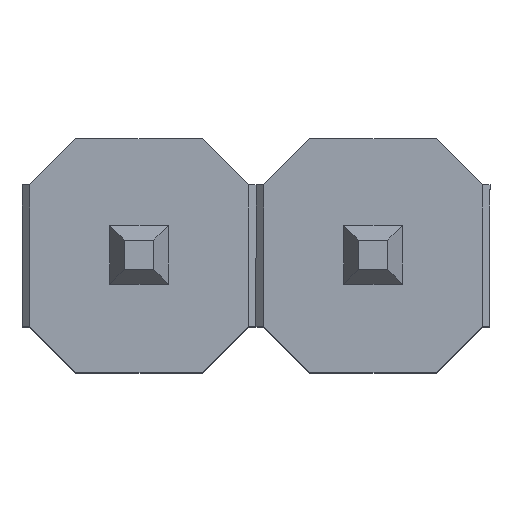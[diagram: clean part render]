
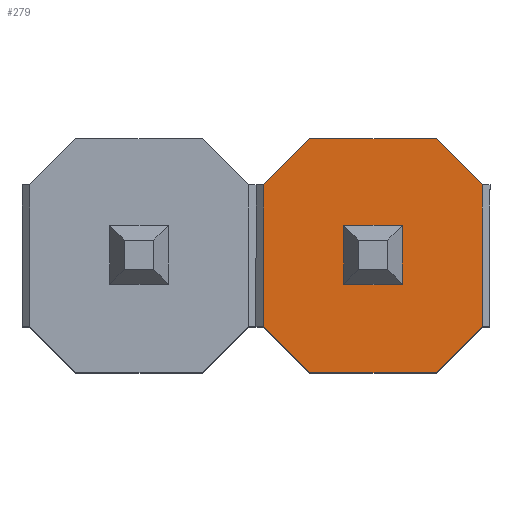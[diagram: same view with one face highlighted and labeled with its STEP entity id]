
A CAD part, top view. The second image highlights one B-rep face of the part: STEP entity #279.
In plain terms, the highlighted planar face has unit normal (0, 0, 1).
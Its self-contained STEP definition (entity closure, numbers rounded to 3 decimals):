
#279=ADVANCED_FACE('',(#747),#749,.T.);
#747=FACE_BOUND('',#748,.T.);
#748=EDGE_LOOP('',(#1102,#1103,#1104,#1105,#1106,#1107,#1108,#1109));
#749=PLANE('',#750);
#750=AXIS2_PLACEMENT_3D('',#751,#752,#753);
#751=CARTESIAN_POINT('',(2.54,0.,2.5));
#752=DIRECTION('',(0.,0.,1.));
#753=DIRECTION('',(1.,0.,0.));
#1102=ORIENTED_EDGE('',*,*,#1330,.T.);
#1103=ORIENTED_EDGE('',*,*,#1301,.T.);
#1104=ORIENTED_EDGE('',*,*,#1331,.T.);
#1105=ORIENTED_EDGE('',*,*,#1328,.T.);
#1106=ORIENTED_EDGE('',*,*,#1332,.T.);
#1107=ORIENTED_EDGE('',*,*,#1319,.T.);
#1108=ORIENTED_EDGE('',*,*,#1333,.T.);
#1109=ORIENTED_EDGE('',*,*,#1313,.T.);
#1301=EDGE_CURVE('',#1423,#1421,#1424,.T.);
#1313=EDGE_CURVE('',#1443,#1438,#1444,.T.);
#1319=EDGE_CURVE('',#1455,#1453,#1456,.T.);
#1328=EDGE_CURVE('',#1469,#1467,#1470,.T.);
#1330=EDGE_CURVE('',#1438,#1423,#1472,.F.);
#1331=EDGE_CURVE('',#1421,#1469,#1473,.T.);
#1332=EDGE_CURVE('',#1467,#1455,#1474,.F.);
#1333=EDGE_CURVE('',#1453,#1443,#1475,.T.);
#1421=VERTEX_POINT('',#1611);
#1423=VERTEX_POINT('',#1615);
#1424=LINE('',#1616,#1617);
#1438=VERTEX_POINT('',#1648);
#1443=VERTEX_POINT('',#1659);
#1444=LINE('',#1660,#1661);
#1453=VERTEX_POINT('',#1679);
#1455=VERTEX_POINT('',#1683);
#1456=LINE('',#1684,#1685);
#1467=VERTEX_POINT('',#1711);
#1469=VERTEX_POINT('',#1715);
#1470=LINE('',#1716,#1717);
#1472=LINE('',#1722,#1723);
#1473=LINE('',#1725,#1726);
#1474=LINE('',#1728,#1729);
#1475=LINE('',#1731,#1732);
#1611=CARTESIAN_POINT('',(3.225,1.27,2.5));
#1615=CARTESIAN_POINT('',(3.725,0.77,2.5));
#1616=CARTESIAN_POINT('',(3.725,0.77,2.5));
#1617=VECTOR('',#1618,1.);
#1618=DIRECTION('',(-0.707,0.707,0.));
#1648=CARTESIAN_POINT('',(3.725,-0.77,2.5));
#1659=CARTESIAN_POINT('',(3.225,-1.27,2.5));
#1660=CARTESIAN_POINT('',(3.225,-1.27,2.5));
#1661=VECTOR('',#1662,1.);
#1662=DIRECTION('',(0.707,0.707,0.));
#1679=CARTESIAN_POINT('',(1.855,-1.27,2.5));
#1683=CARTESIAN_POINT('',(1.355,-0.77,2.5));
#1684=CARTESIAN_POINT('',(1.355,-0.77,2.5));
#1685=VECTOR('',#1686,1.);
#1686=DIRECTION('',(0.707,-0.707,0.));
#1711=CARTESIAN_POINT('',(1.355,0.77,2.5));
#1715=CARTESIAN_POINT('',(1.855,1.27,2.5));
#1716=CARTESIAN_POINT('',(1.855,1.27,2.5));
#1717=VECTOR('',#1718,1.);
#1718=DIRECTION('',(-0.707,-0.707,0.));
#1722=CARTESIAN_POINT('',(3.725,0.77,2.5));
#1723=VECTOR('',#1724,1.);
#1724=DIRECTION('',(0.,-1.,0.));
#1725=CARTESIAN_POINT('',(3.225,1.27,2.5));
#1726=VECTOR('',#1727,1.);
#1727=DIRECTION('',(-1.,0.,0.));
#1728=CARTESIAN_POINT('',(1.355,-0.77,2.5));
#1729=VECTOR('',#1730,1.);
#1730=DIRECTION('',(0.,1.,0.));
#1731=CARTESIAN_POINT('',(1.855,-1.27,2.5));
#1732=VECTOR('',#1733,1.);
#1733=DIRECTION('',(1.,0.,0.));
